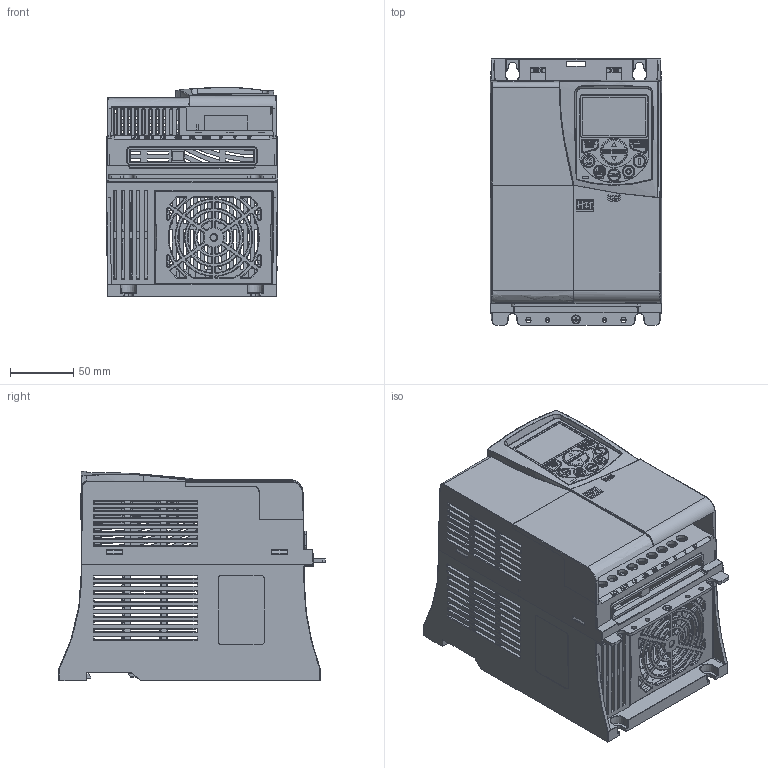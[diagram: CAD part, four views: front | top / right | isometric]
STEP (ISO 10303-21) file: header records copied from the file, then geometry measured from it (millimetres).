
FILE_DESCRIPTION (( 'STEP AP214' ), '1' );
FILE_NAME ('CFW50X_FRAME_C_IP20_PAR fXT r1 coord r1.STEP', '2020-12-09T23:58:35', ( '' ), ( '' ), 'SwSTEP 2.0', 'SolidWorks 2017', '' );
FILE_SCHEMA (( 'AUTOMOTIVE_DESIGN' ));
Length unit declared in the file: inch
Products named in the file (1): CFW50X_FRAME_C_IP20_PAR fXT r1 coord r1
Bounding box: 135.17 x 209.96 x 165.11 mm (x, y, z)
Volume: 458392.1 mm3; surface area: 386448.7 mm2
Topology: 10 solids, 10 shells, 5734 faces, 15598 edges, 9819 vertices
Faces by surface type: plane 2633, bspline 1298, cylinder 1093, cone 710
Entity records: 223745 total; most frequent: CARTESIAN_POINT 84357, ORIENTED_EDGE 31040, DIRECTION 24050, EDGE_CURVE 15520, VERTEX_POINT 9819, LINE 9480, VECTOR 9480, AXIS2_PLACEMENT_3D 7285
